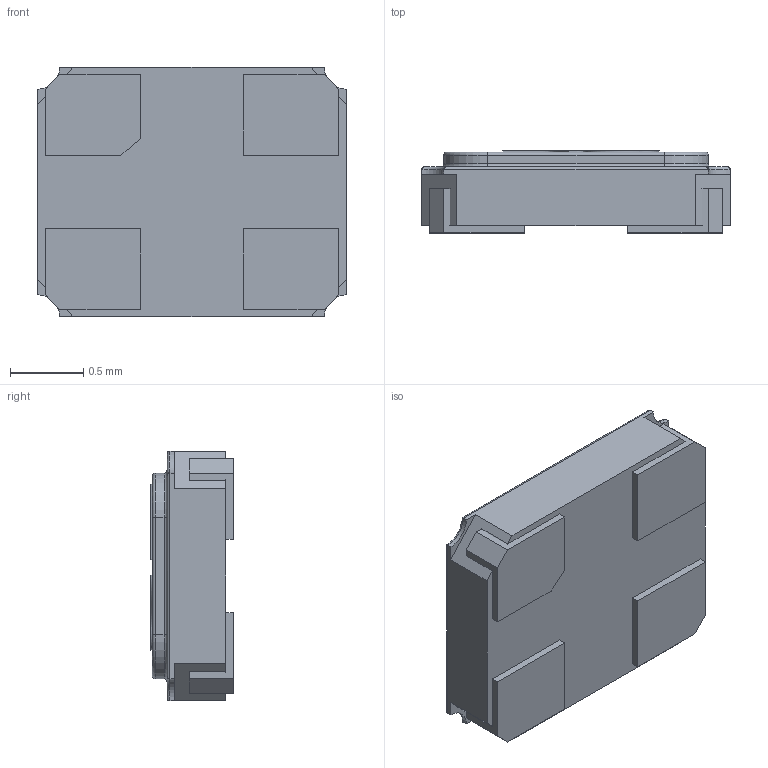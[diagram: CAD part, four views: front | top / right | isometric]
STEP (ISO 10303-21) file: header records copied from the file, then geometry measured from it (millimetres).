
FILE_DESCRIPTION (( 'STEP AP214' ), '1' );
FILE_NAME ('User Library-GeyerElectronics_KX5.STEP', '2010-10-22T21:32:12', ( 'SysAdmin' ), ( 'SolidWorks' ), 'SwSTEP 2.0', 'SolidWorks 2010', '' );
FILE_SCHEMA (( 'AUTOMOTIVE_DESIGN' ));
Length unit declared in the file: millimetre
Products named in the file (1): User Library-GeyerElectronics_KX5
Bounding box: 2.1 x 0.56 x 1.7 mm (x, y, z)
Volume: 1.7 mm3; surface area: 14.1 mm2
Topology: 5 solids, 5 shells, 163 faces, 405 edges, 262 vertices
Faces by surface type: plane 90, bspline 41, cylinder 20, torus 12
Entity records: 10610 total; most frequent: CARTESIAN_POINT 5130, ORIENTED_EDGE 810, DIRECTION 605, EDGE_CURVE 405, LINE 271, VECTOR 271, VERTEX_POINT 262, EDGE_LOOP 173
